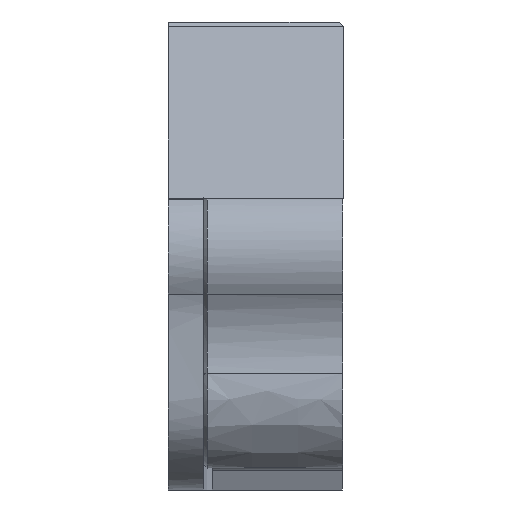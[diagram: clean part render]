
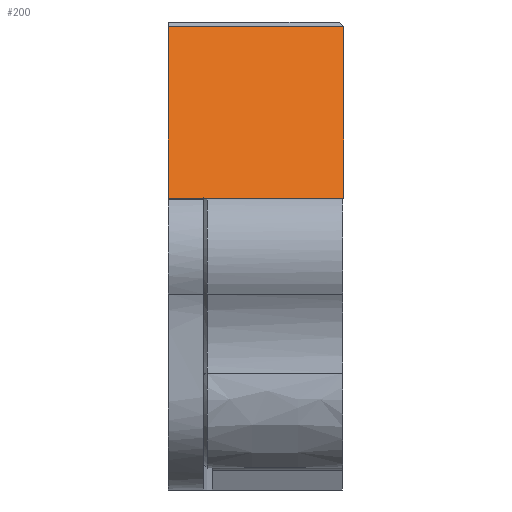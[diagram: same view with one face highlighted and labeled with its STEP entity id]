
A CAD part, left-side view. The second image highlights one B-rep face of the part: STEP entity #200.
In plain terms, the highlighted planar face has unit normal (-0.947, 0, 0.321).
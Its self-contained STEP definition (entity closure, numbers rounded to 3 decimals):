
#200=ADVANCED_FACE('',(#494),#4632,.T.);
#494=FACE_OUTER_BOUND('',#810,.T.);
#810=EDGE_LOOP('',(#1760,#1761,#1762,#1763,#1764));
#1760=ORIENTED_EDGE('',*,*,#2838,.T.);
#1761=ORIENTED_EDGE('',*,*,#2890,.F.);
#1762=ORIENTED_EDGE('',*,*,#2889,.F.);
#1763=ORIENTED_EDGE('',*,*,#2891,.F.);
#1764=ORIENTED_EDGE('',*,*,#2864,.F.);
#2838=EDGE_CURVE('',#4266,#4265,#3780,.T.);
#2864=EDGE_CURVE('',#4266,#4285,#3793,.T.);
#2889=EDGE_CURVE('',#4313,#4291,#3473,.T.);
#2890=EDGE_CURVE('',#4291,#4265,#3474,.T.);
#2891=EDGE_CURVE('',#4285,#4313,#3475,.T.);
#3473=B_SPLINE_CURVE_WITH_KNOTS('',1,(#9804,#9805),.UNSPECIFIED.,.F.,.F.,
(2,2),(-19.994,-4.),.UNSPECIFIED.);
#3474=B_SPLINE_CURVE_WITH_KNOTS('',1,(#9806,#9807),.UNSPECIFIED.,.F.,.F.,
(2,2),(-4.,0.),.UNSPECIFIED.);
#3475=B_SPLINE_CURVE_WITH_KNOTS('',1,(#9808,#9809),.UNSPECIFIED.,.F.,.F.,
(2,2),(0.,20.707),.UNSPECIFIED.);
#3780=(
BOUNDED_CURVE()
B_SPLINE_CURVE(4,(#9558,#9559,#9560,#9561,#9562),.UNSPECIFIED.,.F.,.F.)
B_SPLINE_CURVE_WITH_KNOTS((5,5),(95.92,116.627),
 .UNSPECIFIED.)
CURVE()
GEOMETRIC_REPRESENTATION_ITEM()
RATIONAL_B_SPLINE_CURVE((1.,1.,1.,1.,1.))
REPRESENTATION_ITEM('')
);
#3793=(
BOUNDED_CURVE()
B_SPLINE_CURVE(3,(#9651,#9652,#9653,#9654),.UNSPECIFIED.,.F.,.F.)
B_SPLINE_CURVE_WITH_KNOTS((4,4),(0.,19.994),.UNSPECIFIED.)
CURVE()
GEOMETRIC_REPRESENTATION_ITEM()
RATIONAL_B_SPLINE_CURVE((1.,1.,1.,1.))
REPRESENTATION_ITEM('')
);
#4265=VERTEX_POINT('',#9270);
#4266=VERTEX_POINT('',#9271);
#4285=VERTEX_POINT('',#9290);
#4291=VERTEX_POINT('',#9296);
#4313=VERTEX_POINT('',#9318);
#4632=PLANE('',#4894);
#4894=AXIS2_PLACEMENT_3D('',#7732,#4996,$);
#4996=DIRECTION('',(-0.947,0.,0.321));
#7732=CARTESIAN_POINT('',(10.019,0.,26.376));
#9270=CARTESIAN_POINT('',(3.369,0.,6.766));
#9271=CARTESIAN_POINT('',(10.019,0.,26.376));
#9290=CARTESIAN_POINT('',(10.019,-19.994,26.376));
#9296=CARTESIAN_POINT('',(3.369,-4.,6.766));
#9318=CARTESIAN_POINT('',(3.369,-19.994,6.766));
#9558=CARTESIAN_POINT('',(10.019,0.,26.376));
#9559=CARTESIAN_POINT('',(8.357,0.,21.474));
#9560=CARTESIAN_POINT('',(6.694,0.,16.571));
#9561=CARTESIAN_POINT('',(5.032,0.,11.669));
#9562=CARTESIAN_POINT('',(3.369,0.,6.766));
#9651=CARTESIAN_POINT('',(10.019,0.,26.376));
#9652=CARTESIAN_POINT('',(10.019,-6.665,26.376));
#9653=CARTESIAN_POINT('',(10.019,-13.329,26.376));
#9654=CARTESIAN_POINT('',(10.019,-19.994,26.376));
#9804=CARTESIAN_POINT('',(3.369,-19.994,6.766));
#9805=CARTESIAN_POINT('',(3.369,-4.,6.766));
#9806=CARTESIAN_POINT('',(3.369,-4.,6.766));
#9807=CARTESIAN_POINT('',(3.369,0.,6.766));
#9808=CARTESIAN_POINT('',(10.019,-19.994,26.376));
#9809=CARTESIAN_POINT('',(3.369,-19.994,6.766));
